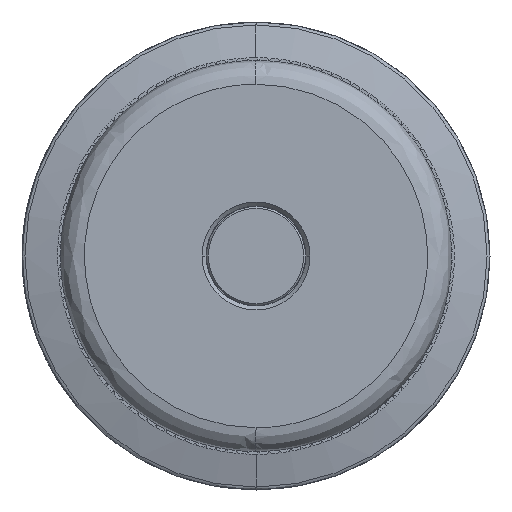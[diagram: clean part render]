
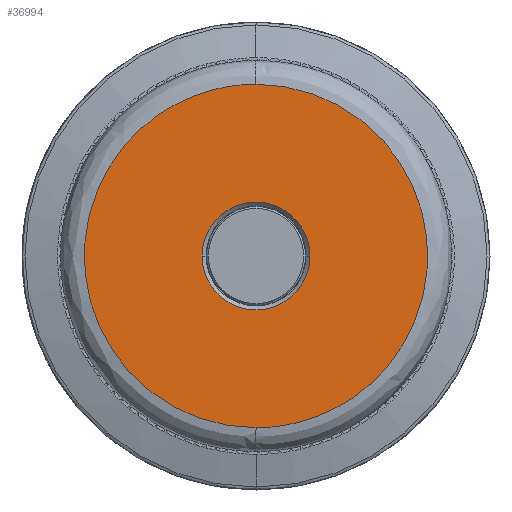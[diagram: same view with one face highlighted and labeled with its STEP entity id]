
A CAD part, left-side view. The second image highlights one B-rep face of the part: STEP entity #36994.
In plain terms, the highlighted planar face has unit normal (-1, 0, 0).
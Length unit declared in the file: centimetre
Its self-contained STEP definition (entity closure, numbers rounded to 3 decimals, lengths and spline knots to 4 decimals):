
#2361 = CIRCLE ( 'NONE', #50246, 0.3454 ) ;
#2767 =( BOUNDED_CURVE ( )  B_SPLINE_CURVE ( 3, ( #36623, #36620, #36626, #36627 ),
 .UNSPECIFIED., .F., .F. ) 
 B_SPLINE_CURVE_WITH_KNOTS ( ( 4, 4 ),
 ( 0.5, 1. ),
 .UNSPECIFIED. ) 
 CURVE ( )  GEOMETRIC_REPRESENTATION_ITEM ( )  RATIONAL_B_SPLINE_CURVE ( ( 1., 0.333, 0.333, 1. ) ) 
 REPRESENTATION_ITEM ( '' )  );
#9978 = CARTESIAN_POINT ( 'NONE',  ( -5.2527, 0., 0. ) ) ;
#9979 = DIRECTION ( 'NONE',  ( -1., 0., 0. ) ) ;
#9980 = DIRECTION ( 'NONE',  ( 0., -1., 0. ) ) ;
#12296 = EDGE_CURVE ( 'NONE', #51382, #28330, #32363, .T. ) ;
#12598 = ORIENTED_EDGE ( 'NONE', *, *, #39481, .F. ) ;
#12600 = ORIENTED_EDGE ( 'NONE', *, *, #39544, .F. ) ;
#12869 = ORIENTED_EDGE ( 'NONE', *, *, #12296, .F. ) ;
#13135 = ORIENTED_EDGE ( 'NONE', *, *, #20185, .F. ) ;
#15566 = CARTESIAN_POINT ( 'NONE',  ( -5.2527, -2.1996, -1.0998 ) ) ;
#15568 = CARTESIAN_POINT ( 'NONE',  ( -5.2527, -2.1996, 1.0998 ) ) ;
#15570 = CARTESIAN_POINT ( 'NONE',  ( -5.2527, 0., 1.0998 ) ) ;
#15573 = CARTESIAN_POINT ( 'NONE',  ( -5.2527, 0., -1.0998 ) ) ;
#20185 = EDGE_CURVE ( 'NONE', #51701, #51186, #22779, .T. ) ;
#20776 = AXIS2_PLACEMENT_3D ( 'NONE', #9978, #9979, #9980 ) ;
#21180 = CARTESIAN_POINT ( 'NONE',  ( -5.2527, 0.3454, 0. ) ) ;
#21470 = CARTESIAN_POINT ( 'NONE',  ( -5.2527, 0., 1.0998 ) ) ;
#22779 =( BOUNDED_CURVE ( )  B_SPLINE_CURVE ( 3, ( #15570, #15568, #15566, #15573 ),
 .UNSPECIFIED., .F., .T. ) 
 B_SPLINE_CURVE_WITH_KNOTS ( ( 4, 4 ),
 ( 0., 0.5 ),
 .UNSPECIFIED. ) 
 CURVE ( )  GEOMETRIC_REPRESENTATION_ITEM ( )  RATIONAL_B_SPLINE_CURVE ( ( 1., 0.333, 0.333, 1. ) ) 
 REPRESENTATION_ITEM ( '' )  );
#27292 = CARTESIAN_POINT ( 'NONE',  ( -5.2527, 0., -1.0998 ) ) ;
#27603 = FACE_OUTER_BOUND ( 'NONE', #52752, .T. ) ;
#27719 = FACE_BOUND ( 'NONE', #53055, .T. ) ;
#28330 = VERTEX_POINT ( 'NONE', #49270 ) ;
#32363 = CIRCLE ( 'NONE', #20776, 0.3454 ) ;
#33483 = CARTESIAN_POINT ( 'NONE',  ( -5.2527, 0., 0. ) ) ;
#33489 = PLANE ( 'NONE',  #49906 ) ;
#33491 = DIRECTION ( 'NONE',  ( 1., 0., 0. ) ) ;
#33492 = DIRECTION ( 'NONE',  ( 0., 1., 0. ) ) ;
#36452 = CARTESIAN_POINT ( 'NONE',  ( -5.2527, 0., 0. ) ) ;
#36453 = DIRECTION ( 'NONE',  ( -1., 0., 0. ) ) ;
#36454 = DIRECTION ( 'NONE',  ( 0., -1., 0. ) ) ;
#36620 = CARTESIAN_POINT ( 'NONE',  ( -5.2527, 2.1996, -1.0998 ) ) ;
#36623 = CARTESIAN_POINT ( 'NONE',  ( -5.2527, 0., -1.0998 ) ) ;
#36626 = CARTESIAN_POINT ( 'NONE',  ( -5.2527, 2.1996, 1.0998 ) ) ;
#36627 = CARTESIAN_POINT ( 'NONE',  ( -5.2527, 0., 1.0998 ) ) ;
#36994 = ADVANCED_FACE ( 'NONE', ( #27719, #27603 ), #33489, .F. ) ;
#39481 = EDGE_CURVE ( 'NONE', #28330, #51382, #2361, .T. ) ;
#39544 = EDGE_CURVE ( 'NONE', #51186, #51701, #2767, .T. ) ;
#49270 = CARTESIAN_POINT ( 'NONE',  ( -5.2527, -0.3454, 0. ) ) ;
#49906 = AXIS2_PLACEMENT_3D ( 'NONE', #33483, #33491, #33492 ) ;
#50246 = AXIS2_PLACEMENT_3D ( 'NONE', #36452, #36453, #36454 ) ;
#51186 = VERTEX_POINT ( 'NONE', #27292 ) ;
#51382 = VERTEX_POINT ( 'NONE', #21180 ) ;
#51701 = VERTEX_POINT ( 'NONE', #21470 ) ;
#52752 = EDGE_LOOP ( 'NONE', ( #13135, #12600 ) ) ;
#53055 = EDGE_LOOP ( 'NONE', ( #12598, #12869 ) ) ;
